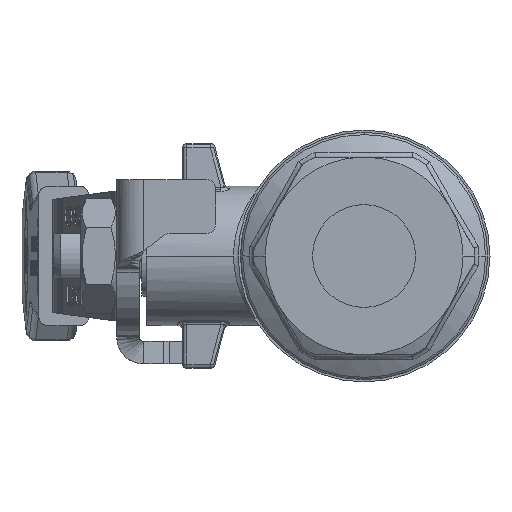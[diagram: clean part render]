
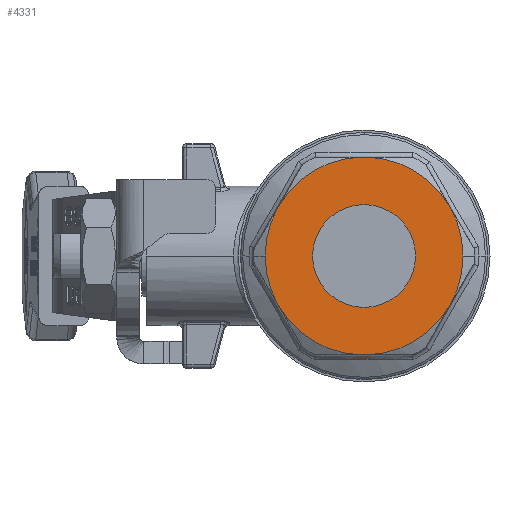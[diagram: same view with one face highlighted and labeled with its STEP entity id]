
A CAD part, left-side view. The second image highlights one B-rep face of the part: STEP entity #4331.
In plain terms, the highlighted planar face has unit normal (-1, 0, 0).
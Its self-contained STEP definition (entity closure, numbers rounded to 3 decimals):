
#4331=ADVANCED_FACE('',(#8773,#8774),#8775,.T.);
#8773=FACE_OUTER_BOUND('',#19044,.T.);
#8774=FACE_BOUND('',#19045,.T.);
#8775=PLANE('',#19046);
#19044=EDGE_LOOP('',(#30747,#30748,#30749,#30750,#30751,#30752,#30753,#30754));
#19045=EDGE_LOOP('',(#30755,#30756));
#19046=AXIS2_PLACEMENT_3D('',#30757,#30758,#30759);
#30747=ORIENTED_EDGE('',*,*,#35934,.T.);
#30748=ORIENTED_EDGE('',*,*,#35927,.T.);
#30749=ORIENTED_EDGE('',*,*,#30786,.T.);
#30750=ORIENTED_EDGE('',*,*,#35922,.T.);
#30751=ORIENTED_EDGE('',*,*,#35920,.T.);
#30752=ORIENTED_EDGE('',*,*,#35924,.T.);
#30753=ORIENTED_EDGE('',*,*,#35931,.T.);
#30754=ORIENTED_EDGE('',*,*,#30783,.T.);
#30755=ORIENTED_EDGE('',*,*,#31330,.T.);
#30756=ORIENTED_EDGE('',*,*,#31324,.T.);
#30757=CARTESIAN_POINT('',(-11.0,6.125,0.));
#30758=DIRECTION('',(-1.0,0.,0.));
#30759=DIRECTION('',(0.,0.0,1.0));
#30783=EDGE_CURVE('',#36029,#36033,#36035,.T.);
#30786=EDGE_CURVE('',#36039,#36037,#36040,.T.);
#31324=EDGE_CURVE('',#37012,#37009,#37013,.T.);
#31330=EDGE_CURVE('',#37009,#37012,#37020,.T.);
#35920=EDGE_CURVE('',#43604,#43590,#43608,.T.);
#35922=EDGE_CURVE('',#36037,#43604,#43610,.T.);
#35924=EDGE_CURVE('',#43590,#43595,#43612,.T.);
#35927=EDGE_CURVE('',#43616,#36039,#43617,.T.);
#35931=EDGE_CURVE('',#43595,#36029,#43622,.T.);
#35934=EDGE_CURVE('',#36033,#43616,#43626,.T.);
#36029=VERTEX_POINT('',#43759);
#36033=VERTEX_POINT('',#43764);
#36035=CIRCLE('',#43775,11.0);
#36037=VERTEX_POINT('',#43777);
#36039=VERTEX_POINT('',#43780);
#36040=CIRCLE('',#43781,11.0);
#37009=VERTEX_POINT('',#45823);
#37012=VERTEX_POINT('',#45827);
#37013=CIRCLE('',#45828,5.723);
#37020=CIRCLE('',#45836,5.723);
#43590=VERTEX_POINT('',#60474);
#43595=VERTEX_POINT('',#60501);
#43604=VERTEX_POINT('',#60532);
#43608=CIRCLE('',#60554,11.0);
#43610=CIRCLE('',#60556,11.0);
#43612=CIRCLE('',#60558,11.0);
#43616=VERTEX_POINT('',#60571);
#43617=CIRCLE('',#60572,11.0);
#43622=CIRCLE('',#60586,11.0);
#43626=CIRCLE('',#60599,11.0);
#43759=CARTESIAN_POINT('',(-11.0,-11.0,0.));
#43764=CARTESIAN_POINT('',(-11.0,-9.526,5.5));
#43775=AXIS2_PLACEMENT_3D('',#60902,#60903,#60904);
#43777=CARTESIAN_POINT('',(-11.0,11.0,0.));
#43780=CARTESIAN_POINT('',(-11.0,9.526,5.5));
#43781=AXIS2_PLACEMENT_3D('',#60906,#60907,#60908);
#45823=CARTESIAN_POINT('',(-11.0,5.723,0.0));
#45827=CARTESIAN_POINT('',(-11.0,-5.723,0.));
#45828=AXIS2_PLACEMENT_3D('',#61672,#61673,#61674);
#45836=AXIS2_PLACEMENT_3D('',#61682,#61683,#61684);
#60474=CARTESIAN_POINT('',(-11.0,0.,-11.0));
#60501=CARTESIAN_POINT('',(-11.0,-9.526,-5.5));
#60532=CARTESIAN_POINT('',(-11.0,9.526,-5.5));
#60554=AXIS2_PLACEMENT_3D('',#64712,#64713,#64714);
#60556=AXIS2_PLACEMENT_3D('',#64715,#64716,#64717);
#60558=AXIS2_PLACEMENT_3D('',#64718,#64719,#64720);
#60571=CARTESIAN_POINT('',(-11.0,0.,11.0));
#60572=AXIS2_PLACEMENT_3D('',#64721,#64722,#64723);
#60586=AXIS2_PLACEMENT_3D('',#64727,#64728,#64729);
#60599=AXIS2_PLACEMENT_3D('',#64730,#64731,#64732);
#60902=CARTESIAN_POINT('',(-11.0,0.,0.));
#60903=DIRECTION('',(-1.0,0.,0.));
#60904=DIRECTION('',(0.,1.0,0.));
#60906=CARTESIAN_POINT('',(-11.0,0.,0.));
#60907=DIRECTION('',(-1.0,0.,0.));
#60908=DIRECTION('',(0.,1.0,0.));
#61672=CARTESIAN_POINT('',(-11.0,0.0,0.0));
#61673=DIRECTION('',(1.0,0.,0.));
#61674=DIRECTION('',(0.,1.0,0.));
#61682=CARTESIAN_POINT('',(-11.0,0.0,0.0));
#61683=DIRECTION('',(1.0,0.,0.));
#61684=DIRECTION('',(0.,1.0,0.));
#64712=CARTESIAN_POINT('',(-11.0,0.,0.));
#64713=DIRECTION('',(-1.0,0.,0.));
#64714=DIRECTION('',(0.,1.0,0.));
#64715=CARTESIAN_POINT('',(-11.0,0.,0.));
#64716=DIRECTION('',(-1.0,0.,0.));
#64717=DIRECTION('',(0.,1.0,0.));
#64718=CARTESIAN_POINT('',(-11.0,0.,0.));
#64719=DIRECTION('',(-1.0,0.,0.));
#64720=DIRECTION('',(0.,1.0,0.));
#64721=CARTESIAN_POINT('',(-11.0,0.,0.));
#64722=DIRECTION('',(-1.0,0.,0.));
#64723=DIRECTION('',(0.,1.0,0.));
#64727=CARTESIAN_POINT('',(-11.0,0.,0.));
#64728=DIRECTION('',(-1.0,0.,0.));
#64729=DIRECTION('',(0.,1.0,0.));
#64730=CARTESIAN_POINT('',(-11.0,0.,0.));
#64731=DIRECTION('',(-1.0,0.,0.));
#64732=DIRECTION('',(0.,1.0,0.));
